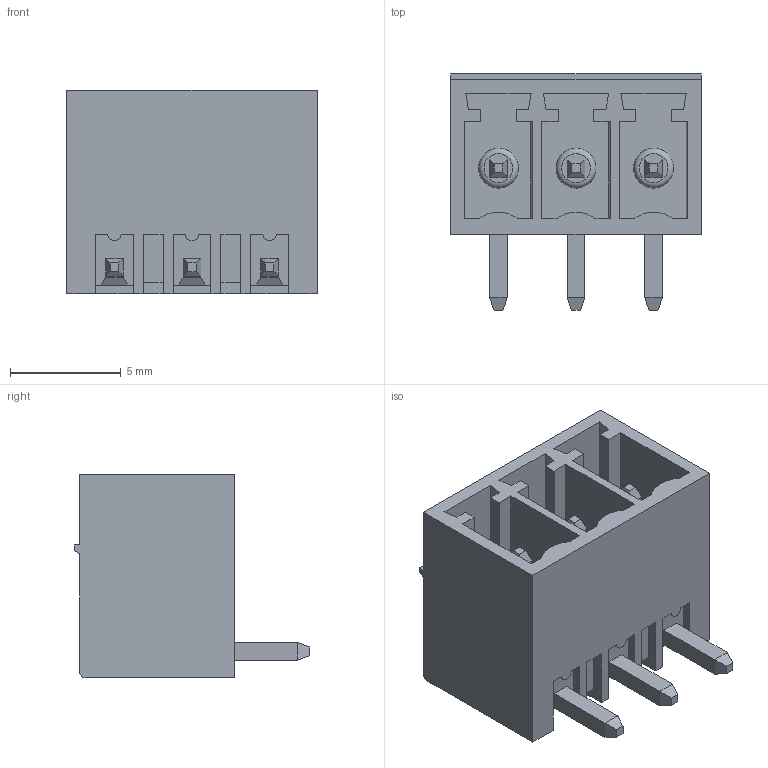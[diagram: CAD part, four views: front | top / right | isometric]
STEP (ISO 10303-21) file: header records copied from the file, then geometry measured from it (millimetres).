
FILE_DESCRIPTION( ( 'STEP AP214' ), '1' );
FILE_NAME( 'PV03-3.5-H-P.stp', ' ', ( ' ' ), ( ' ' ), 'PSStep 14.0', 'VISI 19.0', ' ' );
FILE_SCHEMA( ( 'AUTOMOTIVE_DESIGN { 1 0 10303 214 1 1 1 1 }' ) );
Length unit declared in the file: millimetre
Products named in the file (1): 1
Bounding box: 11.3 x 10.65 x 9.2 mm (x, y, z)
Volume: 404.6 mm3; surface area: 1034.6 mm2
Topology: 1 solids, 1 shells, 179 faces, 468 edges, 300 vertices
Faces by surface type: plane 166, cylinder 10, torus 3
Full cylindrical faces by diameter (mm): 1.8 x3
Entity records: 6749 total; most frequent: CARTESIAN_POINT 936, ORIENTED_EDGE 918, DIRECTION 842, EDGE_CURVE 459, LINE 436, VECTOR 436, VERTEX_POINT 297, AXIS2_PLACEMENT_3D 203
